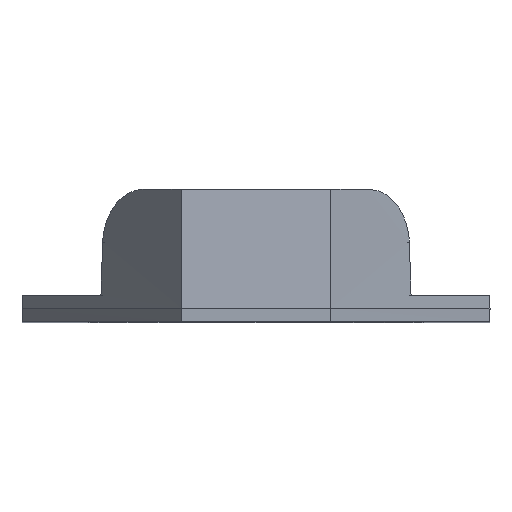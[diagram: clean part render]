
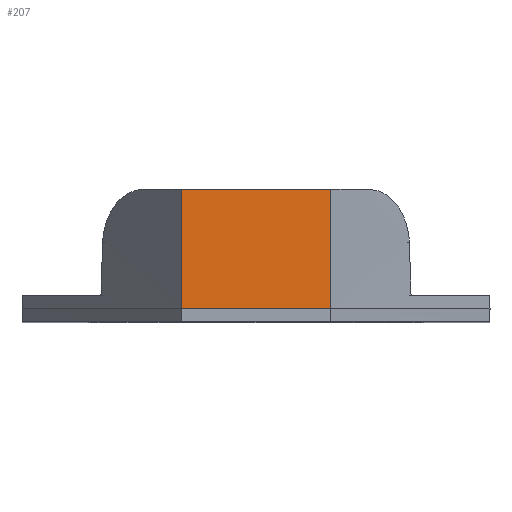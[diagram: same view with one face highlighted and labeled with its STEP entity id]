
A CAD part, top view. The second image highlights one B-rep face of the part: STEP entity #207.
In plain terms, the highlighted free-form (B-spline) face has degree [1, 1] with [2, 2] control points.
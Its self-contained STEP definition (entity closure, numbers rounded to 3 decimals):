
#24 = VERTEX_POINT('',#25);
#25 = CARTESIAN_POINT('',(-5.633,0.,
    -12.777));
#31 = B_SPLINE_SURFACE_WITH_KNOTS('',1,1,(
    (#32,#33)
    ,(#34,#35
    )),.UNSPECIFIED.,.F.,.F.,.F.,(2,2),(2,2),(0.,11.658),(0.,1.),
  .PIECEWISE_BEZIER_KNOTS.);
#32 = CARTESIAN_POINT('',(-5.829,-90.,-16.379));
#33 = CARTESIAN_POINT('',(-5.633,0.,
    -12.777));
#34 = CARTESIAN_POINT('',(5.829,-90.,-16.379));
#35 = CARTESIAN_POINT('',(5.633,0.,
    -12.777));
#81 = VERTEX_POINT('',#82);
#82 = CARTESIAN_POINT('',(5.633,0.,
    -12.777));
#107 = EDGE_CURVE('',#24,#81,#108,.T.);
#108 = SURFACE_CURVE('',#109,(#113,#119),.PCURVE_S1.);
#109 = LINE('',#110,#111);
#110 = CARTESIAN_POINT('',(-5.633,0.,
    -12.777));
#111 = VECTOR('',#112,1.);
#112 = DIRECTION('',(1.,0.,0.));
#113 = PCURVE('',#31,#114);
#114 = DEFINITIONAL_REPRESENTATION('',(#115),#118);
#115 = B_SPLINE_CURVE_WITH_KNOTS('',1,(#116,#117),.UNSPECIFIED.,.F.,.F.,
  (2,2),(0.,11.267),.PIECEWISE_BEZIER_KNOTS.);
#116 = CARTESIAN_POINT('',(0.,1.));
#117 = CARTESIAN_POINT('',(11.658,1.));
#118 = ( GEOMETRIC_REPRESENTATION_CONTEXT(2) 
PARAMETRIC_REPRESENTATION_CONTEXT() REPRESENTATION_CONTEXT('2D SPACE',''
  ) );
#119 = PCURVE('',#120,#125);
#120 = B_SPLINE_SURFACE_WITH_KNOTS('',1,1,(
    (#121,#122)
    ,(#123,#124
    )),.UNSPECIFIED.,.F.,.F.,.F.,(2,2),(2,2),(0.,11.543),(0.,1.)
  ,.PIECEWISE_BEZIER_KNOTS.);
#121 = CARTESIAN_POINT('',(-5.633,0.,
    -12.777));
#122 = CARTESIAN_POINT('',(-5.771,90.,-15.992));
#123 = CARTESIAN_POINT('',(5.633,0.,
    -12.777));
#124 = CARTESIAN_POINT('',(5.771,90.,-15.992));
#125 = DEFINITIONAL_REPRESENTATION('',(#126),#129);
#126 = B_SPLINE_CURVE_WITH_KNOTS('',1,(#127,#128),.UNSPECIFIED.,.F.,.F.,
  (2,2),(0.,11.267),.PIECEWISE_BEZIER_KNOTS.);
#127 = CARTESIAN_POINT('',(0.,0.));
#128 = CARTESIAN_POINT('',(11.543,0.));
#129 = ( GEOMETRIC_REPRESENTATION_CONTEXT(2) 
PARAMETRIC_REPRESENTATION_CONTEXT() REPRESENTATION_CONTEXT('2D SPACE',''
  ) );
#196 = B_SPLINE_SURFACE_WITH_KNOTS('',1,1,(
    (#197,#198)
    ,(#199,#200
    )),.UNSPECIFIED.,.F.,.F.,.F.,(2,2),(2,2),(0.,20.192),(0.,1.
    ),.PIECEWISE_BEZIER_KNOTS.);
#197 = CARTESIAN_POINT('',(-17.681,0.,-28.982));
#198 = CARTESIAN_POINT('',(-15.843,90.,-31.184));
#199 = CARTESIAN_POINT('',(-5.633,0.,
    -12.777));
#200 = CARTESIAN_POINT('',(-5.771,90.,-15.992));
#207 = ADVANCED_FACE('',(#208),#120,.T.);
#208 = FACE_BOUND('',#209,.T.);
#209 = EDGE_LOOP('',(#210,#232,#233,#260));
#210 = ORIENTED_EDGE('',*,*,#211,.F.);
#211 = EDGE_CURVE('',#24,#212,#214,.T.);
#212 = VERTEX_POINT('',#213);
#213 = CARTESIAN_POINT('',(-5.647,9.,-13.099));
#214 = SURFACE_CURVE('',#215,(#218,#225),.PCURVE_S1.);
#215 = B_SPLINE_CURVE_WITH_KNOTS('',1,(#216,#217),.UNSPECIFIED.,.F.,.F.,
  (2,2),(0.,1.),.PIECEWISE_BEZIER_KNOTS.);
#216 = CARTESIAN_POINT('',(-5.633,0.,
    -12.777));
#217 = CARTESIAN_POINT('',(-5.771,90.,-15.992));
#218 = PCURVE('',#120,#219);
#219 = DEFINITIONAL_REPRESENTATION('',(#220),#224);
#220 = LINE('',#221,#222);
#221 = CARTESIAN_POINT('',(0.,0.));
#222 = VECTOR('',#223,1.);
#223 = DIRECTION('',(0.,1.));
#224 = ( GEOMETRIC_REPRESENTATION_CONTEXT(2) 
PARAMETRIC_REPRESENTATION_CONTEXT() REPRESENTATION_CONTEXT('2D SPACE',''
  ) );
#225 = PCURVE('',#196,#226);
#226 = DEFINITIONAL_REPRESENTATION('',(#227),#231);
#227 = LINE('',#228,#229);
#228 = CARTESIAN_POINT('',(20.192,0.));
#229 = VECTOR('',#230,1.);
#230 = DIRECTION('',(0.,1.));
#231 = ( GEOMETRIC_REPRESENTATION_CONTEXT(2) 
PARAMETRIC_REPRESENTATION_CONTEXT() REPRESENTATION_CONTEXT('2D SPACE',''
  ) );
#232 = ORIENTED_EDGE('',*,*,#107,.T.);
#233 = ORIENTED_EDGE('',*,*,#234,.T.);
#234 = EDGE_CURVE('',#81,#235,#237,.T.);
#235 = VERTEX_POINT('',#236);
#236 = CARTESIAN_POINT('',(5.647,9.,-13.099));
#237 = SURFACE_CURVE('',#238,(#241,#248),.PCURVE_S1.);
#238 = B_SPLINE_CURVE_WITH_KNOTS('',1,(#239,#240),.UNSPECIFIED.,.F.,.F.,
  (2,2),(0.,1.),.PIECEWISE_BEZIER_KNOTS.);
#239 = CARTESIAN_POINT('',(5.633,0.,
    -12.777));
#240 = CARTESIAN_POINT('',(5.771,90.,-15.992));
#241 = PCURVE('',#120,#242);
#242 = DEFINITIONAL_REPRESENTATION('',(#243),#247);
#243 = LINE('',#244,#245);
#244 = CARTESIAN_POINT('',(11.543,0.));
#245 = VECTOR('',#246,1.);
#246 = DIRECTION('',(0.,1.));
#247 = ( GEOMETRIC_REPRESENTATION_CONTEXT(2) 
PARAMETRIC_REPRESENTATION_CONTEXT() REPRESENTATION_CONTEXT('2D SPACE',''
  ) );
#248 = PCURVE('',#249,#254);
#249 = B_SPLINE_SURFACE_WITH_KNOTS('',1,1,(
    (#250,#251)
    ,(#252,#253
    )),.UNSPECIFIED.,.F.,.F.,.F.,(2,2),(2,2),(0.,20.192),(0.,1.
    ),.PIECEWISE_BEZIER_KNOTS.);
#250 = CARTESIAN_POINT('',(5.633,0.,
    -12.777));
#251 = CARTESIAN_POINT('',(5.771,90.,-15.992));
#252 = CARTESIAN_POINT('',(17.681,0.,-28.982));
#253 = CARTESIAN_POINT('',(15.843,90.,-31.184));
#254 = DEFINITIONAL_REPRESENTATION('',(#255),#259);
#255 = LINE('',#256,#257);
#256 = CARTESIAN_POINT('',(0.,0.));
#257 = VECTOR('',#258,1.);
#258 = DIRECTION('',(0.,1.));
#259 = ( GEOMETRIC_REPRESENTATION_CONTEXT(2) 
PARAMETRIC_REPRESENTATION_CONTEXT() REPRESENTATION_CONTEXT('2D SPACE',''
  ) );
#260 = ORIENTED_EDGE('',*,*,#261,.T.);
#261 = EDGE_CURVE('',#235,#212,#262,.T.);
#262 = SURFACE_CURVE('',#263,(#266,#272),.PCURVE_S1.);
#263 = B_SPLINE_CURVE_WITH_KNOTS('',1,(#264,#265),.UNSPECIFIED.,.F.,.F.,
  (2,2),(0.,1.),.PIECEWISE_BEZIER_KNOTS.);
#264 = CARTESIAN_POINT('',(5.647,9.,-13.099));
#265 = CARTESIAN_POINT('',(-5.647,9.,-13.099));
#266 = PCURVE('',#120,#267);
#267 = DEFINITIONAL_REPRESENTATION('',(#268),#271);
#268 = B_SPLINE_CURVE_WITH_KNOTS('',1,(#269,#270),.UNSPECIFIED.,.F.,.F.,
  (2,2),(0.,1.),.PIECEWISE_BEZIER_KNOTS.);
#269 = CARTESIAN_POINT('',(11.543,0.1));
#270 = CARTESIAN_POINT('',(0.,0.1));
#271 = ( GEOMETRIC_REPRESENTATION_CONTEXT(2) 
PARAMETRIC_REPRESENTATION_CONTEXT() REPRESENTATION_CONTEXT('2D SPACE',''
  ) );
#272 = PCURVE('',#273,#278);
#273 = PLANE('',#274);
#274 = AXIS2_PLACEMENT_3D('',#275,#276,#277);
#275 = CARTESIAN_POINT('',(5000.,9.,-17.));
#276 = DIRECTION('',(0.,1.,0.));
#277 = DIRECTION('',(0.,0.,1.));
#278 = DEFINITIONAL_REPRESENTATION('',(#279),#282);
#279 = B_SPLINE_CURVE_WITH_KNOTS('',1,(#280,#281),.UNSPECIFIED.,.F.,.F.,
  (2,2),(0.,1.),.PIECEWISE_BEZIER_KNOTS.);
#280 = CARTESIAN_POINT('',(3.901,-4994.353));
#281 = CARTESIAN_POINT('',(3.901,-5005.647));
#282 = ( GEOMETRIC_REPRESENTATION_CONTEXT(2) 
PARAMETRIC_REPRESENTATION_CONTEXT() REPRESENTATION_CONTEXT('2D SPACE',''
  ) );
